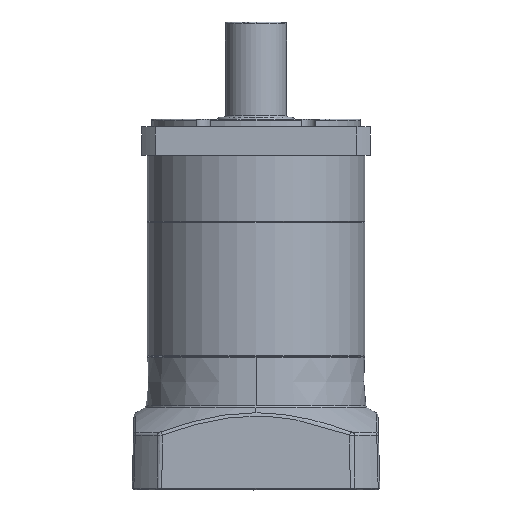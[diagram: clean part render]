
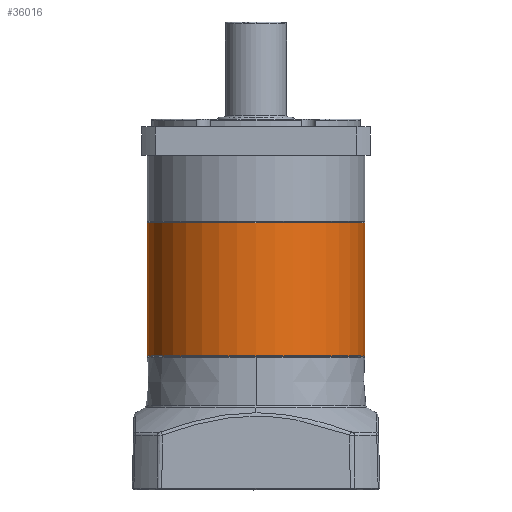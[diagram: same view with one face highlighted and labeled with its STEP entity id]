
A CAD part, front view. The second image highlights one B-rep face of the part: STEP entity #36016.
In plain terms, the highlighted cylindrical face has radius 57 mm (diameter 114 mm), a partial arc.
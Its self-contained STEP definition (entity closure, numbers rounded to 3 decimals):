
#2156 = VERTEX_POINT ( 'NONE', #5815 ) ;
#3358 = ORIENTED_EDGE ( 'NONE', *, *, #29747, .F. ) ;
#5815 = CARTESIAN_POINT ( 'NONE',  ( -57., 0., 0.3 ) ) ;
#6546 = DIRECTION ( 'NONE',  ( -1., 0., 0. ) ) ;
#6705 = DIRECTION ( 'NONE',  ( 0., 0., -1. ) ) ;
#6862 = CARTESIAN_POINT ( 'NONE',  ( 0., 0., 70.2 ) ) ;
#6877 = CARTESIAN_POINT ( 'NONE',  ( 0., 0., 0.3 ) ) ;
#8368 = EDGE_CURVE ( 'NONE', #40533, #26763, #46307, .T. ) ;
#10582 = DIRECTION ( 'NONE',  ( -1., 0., 0. ) ) ;
#11381 = AXIS2_PLACEMENT_3D ( 'NONE', #17860, #17811, #17806 ) ;
#11884 = CARTESIAN_POINT ( 'NONE',  ( 0., -57., 70.2 ) ) ;
#13867 = CYLINDRICAL_SURFACE ( 'NONE', #11381, 57. ) ;
#14344 = FACE_OUTER_BOUND ( 'NONE', #44547, .T. ) ;
#14416 = LINE ( 'NONE', #30931, #36007 ) ;
#15605 = CARTESIAN_POINT ( 'NONE',  ( 57., 0., 0.3 ) ) ;
#16519 = EDGE_CURVE ( 'NONE', #26763, #44659, #33083, .T. ) ;
#17566 = AXIS2_PLACEMENT_3D ( 'NONE', #6862, #6705, #6546 ) ;
#17806 = DIRECTION ( 'NONE',  ( -1., 0., 0. ) ) ;
#17811 = DIRECTION ( 'NONE',  ( 0., 0., -1. ) ) ;
#17860 = CARTESIAN_POINT ( 'NONE',  ( 0., 0., 70.5 ) ) ;
#18456 = ORIENTED_EDGE ( 'NONE', *, *, #16519, .T. ) ;
#18646 = ORIENTED_EDGE ( 'NONE', *, *, #8368, .T. ) ;
#19065 = CARTESIAN_POINT ( 'NONE',  ( 57., 0., 70.2 ) ) ;
#21225 = CARTESIAN_POINT ( 'NONE',  ( 57., 0., 70.5 ) ) ;
#21270 = DIRECTION ( 'NONE',  ( 0., 0., -1. ) ) ;
#21945 = AXIS2_PLACEMENT_3D ( 'NONE', #25943, #25911, #25895 ) ;
#23601 = AXIS2_PLACEMENT_3D ( 'NONE', #6877, #32039, #10582 ) ;
#23754 = VERTEX_POINT ( 'NONE', #15605 ) ;
#25729 = LINE ( 'NONE', #21225, #25908 ) ;
#25895 = DIRECTION ( 'NONE',  ( -1., 0., 0. ) ) ;
#25908 = VECTOR ( 'NONE', #21270, 1000. ) ;
#25911 = DIRECTION ( 'NONE',  ( 0., 0., -1. ) ) ;
#25943 = CARTESIAN_POINT ( 'NONE',  ( 0., 0., 70.2 ) ) ;
#26654 = CIRCLE ( 'NONE', #23601, 57. ) ;
#26763 = VERTEX_POINT ( 'NONE', #11884 ) ;
#27490 = CARTESIAN_POINT ( 'NONE',  ( -57., 0., 70.2 ) ) ;
#29747 = EDGE_CURVE ( 'NONE', #40533, #23754, #25729, .T. ) ;
#30120 = ORIENTED_EDGE ( 'NONE', *, *, #43676, .T. ) ;
#30447 = DIRECTION ( 'NONE',  ( 0., 0., -1. ) ) ;
#30931 = CARTESIAN_POINT ( 'NONE',  ( -57., 0., 70.5 ) ) ;
#32039 = DIRECTION ( 'NONE',  ( 0., 0., 1. ) ) ;
#33083 = CIRCLE ( 'NONE', #17566, 57. ) ;
#36007 = VECTOR ( 'NONE', #30447, 1000. ) ;
#36016 = ADVANCED_FACE ( 'NONE', ( #14344 ), #13867, .T. ) ;
#37875 = EDGE_CURVE ( 'NONE', #44659, #2156, #14416, .T. ) ;
#40248 = ORIENTED_EDGE ( 'NONE', *, *, #37875, .T. ) ;
#40533 = VERTEX_POINT ( 'NONE', #19065 ) ;
#43676 = EDGE_CURVE ( 'NONE', #2156, #23754, #26654, .T. ) ;
#44547 = EDGE_LOOP ( 'NONE', ( #3358, #18646, #18456, #40248, #30120 ) ) ;
#44659 = VERTEX_POINT ( 'NONE', #27490 ) ;
#46307 = CIRCLE ( 'NONE', #21945, 57. ) ;
